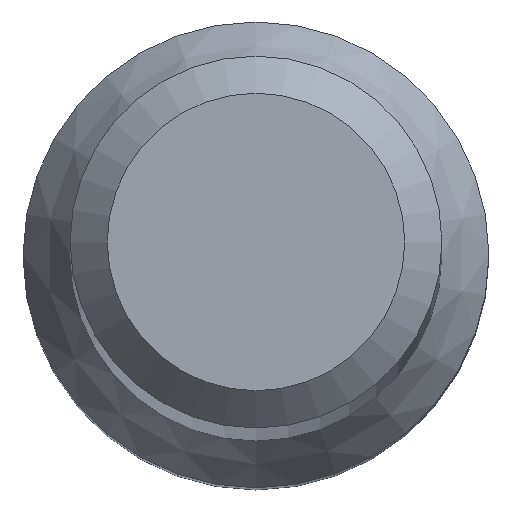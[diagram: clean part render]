
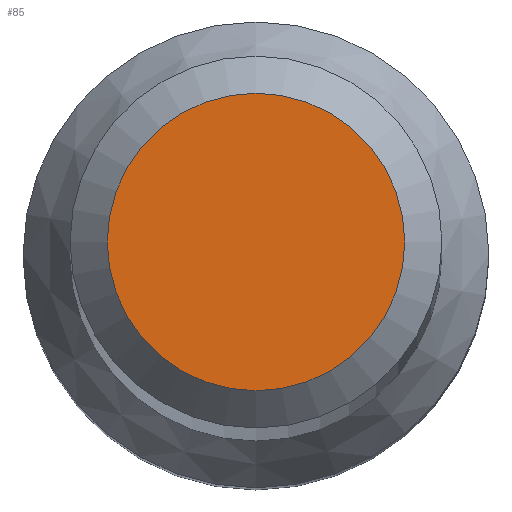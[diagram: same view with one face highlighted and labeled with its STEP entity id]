
A CAD part, top view. The second image highlights one B-rep face of the part: STEP entity #85.
In plain terms, the highlighted planar face has unit normal (0, 0, 1).
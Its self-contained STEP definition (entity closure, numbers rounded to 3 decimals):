
#1 = ORIENTED_EDGE ( 'NONE', *, *, #33, .F. ) ;
#7 = DIRECTION ( 'NONE',  ( 0., 0., 1. ) ) ;
#8 = CARTESIAN_POINT ( 'NONE',  ( 0., 1.2, 70. ) ) ;
#33 = EDGE_CURVE ( 'NONE', #137, #137, #231, .T. ) ;
#39 = AXIS2_PLACEMENT_3D ( 'NONE', #168, #7, #138 ) ;
#56 = PLANE ( 'NONE',  #39 ) ;
#85 = ADVANCED_FACE ( 'NONE', ( #228 ), #56, .T. ) ;
#124 = DIRECTION ( 'NONE',  ( 0., 0., -1. ) ) ;
#137 = VERTEX_POINT ( 'NONE', #8 ) ;
#138 = DIRECTION ( 'NONE',  ( 0., -1., 0. ) ) ;
#145 = EDGE_LOOP ( 'NONE', ( #1 ) ) ;
#167 = CARTESIAN_POINT ( 'NONE',  ( 0., 0., 70. ) ) ;
#168 = CARTESIAN_POINT ( 'NONE',  ( 0., 0., 70. ) ) ;
#177 = AXIS2_PLACEMENT_3D ( 'NONE', #167, #124, #204 ) ;
#204 = DIRECTION ( 'NONE',  ( 0., 1., 0. ) ) ;
#228 = FACE_OUTER_BOUND ( 'NONE', #145, .T. ) ;
#231 = CIRCLE ( 'NONE', #177, 1.2 ) ;
